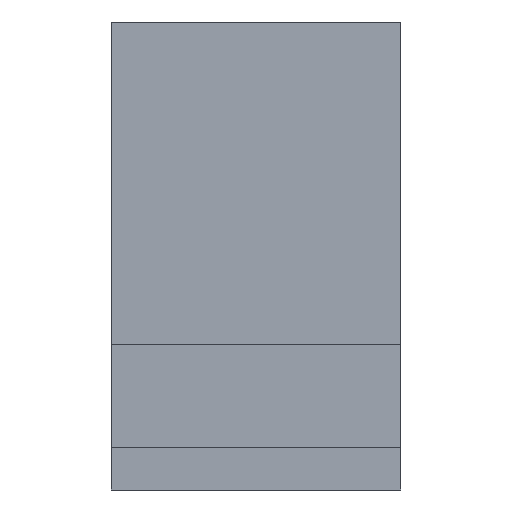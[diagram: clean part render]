
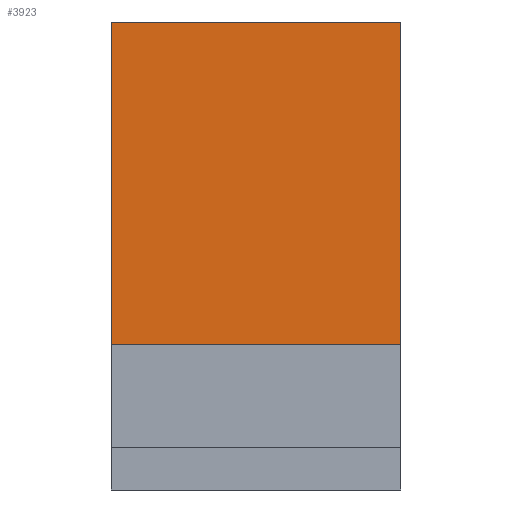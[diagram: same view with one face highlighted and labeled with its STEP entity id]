
A CAD part, left-side view. The second image highlights one B-rep face of the part: STEP entity #3923.
In plain terms, the highlighted planar face has unit normal (-1, 0, 0).
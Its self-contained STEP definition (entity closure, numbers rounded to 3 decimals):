
#250 = PLANE('',#251);
#251 = AXIS2_PLACEMENT_3D('',#252,#253,#254);
#252 = CARTESIAN_POINT('',(0.,0.,0.));
#253 = DIRECTION('',(-0.,1.,0.));
#254 = DIRECTION('',(0.,0.,1.));
#305 = PLANE('',#306);
#306 = AXIS2_PLACEMENT_3D('',#307,#308,#309);
#307 = CARTESIAN_POINT('',(0.,18.758,0.));
#308 = DIRECTION('',(-0.,1.,0.));
#309 = DIRECTION('',(0.,0.,1.));
#548 = PLANE('',#549);
#549 = AXIS2_PLACEMENT_3D('',#550,#551,#552);
#550 = CARTESIAN_POINT('',(33.97,0.,9.454));
#551 = DIRECTION('',(0.,0.,1.));
#552 = DIRECTION('',(-1.,0.,0.));
#1000 = VERTEX_POINT('',#1001);
#1001 = CARTESIAN_POINT('',(0.,0.,9.454));
#1022 = EDGE_CURVE('',#1000,#1023,#1025,.T.);
#1023 = VERTEX_POINT('',#1024);
#1024 = CARTESIAN_POINT('',(0.,0.,30.33));
#1025 = SURFACE_CURVE('',#1026,(#1030,#1037),.PCURVE_S1.);
#1026 = LINE('',#1027,#1028);
#1027 = CARTESIAN_POINT('',(0.,0.,0.));
#1028 = VECTOR('',#1029,1.);
#1029 = DIRECTION('',(0.,0.,1.));
#1030 = PCURVE('',#250,#1031);
#1031 = DEFINITIONAL_REPRESENTATION('',(#1032),#1036);
#1032 = LINE('',#1033,#1034);
#1033 = CARTESIAN_POINT('',(0.,0.));
#1034 = VECTOR('',#1035,1.);
#1035 = DIRECTION('',(1.,0.));
#1036 = ( GEOMETRIC_REPRESENTATION_CONTEXT(2) 
PARAMETRIC_REPRESENTATION_CONTEXT() REPRESENTATION_CONTEXT('2D SPACE',''
  ) );
#1037 = PCURVE('',#1038,#1043);
#1038 = PLANE('',#1039);
#1039 = AXIS2_PLACEMENT_3D('',#1040,#1041,#1042);
#1040 = CARTESIAN_POINT('',(0.,0.,0.));
#1041 = DIRECTION('',(1.,0.,-0.));
#1042 = DIRECTION('',(0.,0.,1.));
#1043 = DEFINITIONAL_REPRESENTATION('',(#1044),#1048);
#1044 = LINE('',#1045,#1046);
#1045 = CARTESIAN_POINT('',(0.,0.));
#1046 = VECTOR('',#1047,1.);
#1047 = DIRECTION('',(1.,0.));
#1048 = ( GEOMETRIC_REPRESENTATION_CONTEXT(2) 
PARAMETRIC_REPRESENTATION_CONTEXT() REPRESENTATION_CONTEXT('2D SPACE',''
  ) );
#1064 = PLANE('',#1065);
#1065 = AXIS2_PLACEMENT_3D('',#1066,#1067,#1068);
#1066 = CARTESIAN_POINT('',(0.,0.,30.33));
#1067 = DIRECTION('',(0.,0.,1.));
#1068 = DIRECTION('',(1.,0.,-0.));
#1910 = VERTEX_POINT('',#1911);
#1911 = CARTESIAN_POINT('',(0.,18.758,9.454));
#1930 = EDGE_CURVE('',#1910,#1931,#1933,.T.);
#1931 = VERTEX_POINT('',#1932);
#1932 = CARTESIAN_POINT('',(0.,18.758,30.33));
#1933 = SURFACE_CURVE('',#1934,(#1938,#1945),.PCURVE_S1.);
#1934 = LINE('',#1935,#1936);
#1935 = CARTESIAN_POINT('',(0.,18.758,0.));
#1936 = VECTOR('',#1937,1.);
#1937 = DIRECTION('',(0.,0.,1.));
#1938 = PCURVE('',#305,#1939);
#1939 = DEFINITIONAL_REPRESENTATION('',(#1940),#1944);
#1940 = LINE('',#1941,#1942);
#1941 = CARTESIAN_POINT('',(0.,0.));
#1942 = VECTOR('',#1943,1.);
#1943 = DIRECTION('',(1.,0.));
#1944 = ( GEOMETRIC_REPRESENTATION_CONTEXT(2) 
PARAMETRIC_REPRESENTATION_CONTEXT() REPRESENTATION_CONTEXT('2D SPACE',''
  ) );
#1945 = PCURVE('',#1038,#1946);
#1946 = DEFINITIONAL_REPRESENTATION('',(#1947),#1951);
#1947 = LINE('',#1948,#1949);
#1948 = CARTESIAN_POINT('',(0.,-18.758));
#1949 = VECTOR('',#1950,1.);
#1950 = DIRECTION('',(1.,0.));
#1951 = ( GEOMETRIC_REPRESENTATION_CONTEXT(2) 
PARAMETRIC_REPRESENTATION_CONTEXT() REPRESENTATION_CONTEXT('2D SPACE',''
  ) );
#2452 = EDGE_CURVE('',#1000,#1910,#2453,.T.);
#2453 = SURFACE_CURVE('',#2454,(#2458,#2465),.PCURVE_S1.);
#2454 = LINE('',#2455,#2456);
#2455 = CARTESIAN_POINT('',(0.,0.,9.454));
#2456 = VECTOR('',#2457,1.);
#2457 = DIRECTION('',(-0.,1.,0.));
#2458 = PCURVE('',#548,#2459);
#2459 = DEFINITIONAL_REPRESENTATION('',(#2460),#2464);
#2460 = LINE('',#2461,#2462);
#2461 = CARTESIAN_POINT('',(33.97,0.));
#2462 = VECTOR('',#2463,1.);
#2463 = DIRECTION('',(0.,-1.));
#2464 = ( GEOMETRIC_REPRESENTATION_CONTEXT(2) 
PARAMETRIC_REPRESENTATION_CONTEXT() REPRESENTATION_CONTEXT('2D SPACE',''
  ) );
#2465 = PCURVE('',#1038,#2466);
#2466 = DEFINITIONAL_REPRESENTATION('',(#2467),#2471);
#2467 = LINE('',#2468,#2469);
#2468 = CARTESIAN_POINT('',(9.454,0.));
#2469 = VECTOR('',#2470,1.);
#2470 = DIRECTION('',(0.,-1.));
#2471 = ( GEOMETRIC_REPRESENTATION_CONTEXT(2) 
PARAMETRIC_REPRESENTATION_CONTEXT() REPRESENTATION_CONTEXT('2D SPACE',''
  ) );
#2867 = EDGE_CURVE('',#1023,#1931,#2868,.T.);
#2868 = SURFACE_CURVE('',#2869,(#2873,#2880),.PCURVE_S1.);
#2869 = LINE('',#2870,#2871);
#2870 = CARTESIAN_POINT('',(0.,0.,30.33));
#2871 = VECTOR('',#2872,1.);
#2872 = DIRECTION('',(-0.,1.,0.));
#2873 = PCURVE('',#1064,#2874);
#2874 = DEFINITIONAL_REPRESENTATION('',(#2875),#2879);
#2875 = LINE('',#2876,#2877);
#2876 = CARTESIAN_POINT('',(0.,0.));
#2877 = VECTOR('',#2878,1.);
#2878 = DIRECTION('',(0.,1.));
#2879 = ( GEOMETRIC_REPRESENTATION_CONTEXT(2) 
PARAMETRIC_REPRESENTATION_CONTEXT() REPRESENTATION_CONTEXT('2D SPACE',''
  ) );
#2880 = PCURVE('',#1038,#2881);
#2881 = DEFINITIONAL_REPRESENTATION('',(#2882),#2886);
#2882 = LINE('',#2883,#2884);
#2883 = CARTESIAN_POINT('',(30.33,0.));
#2884 = VECTOR('',#2885,1.);
#2885 = DIRECTION('',(0.,-1.));
#2886 = ( GEOMETRIC_REPRESENTATION_CONTEXT(2) 
PARAMETRIC_REPRESENTATION_CONTEXT() REPRESENTATION_CONTEXT('2D SPACE',''
  ) );
#3923 = ADVANCED_FACE('24',(#3924),#1038,.F.);
#3924 = FACE_BOUND('',#3925,.F.);
#3925 = EDGE_LOOP('',(#3926,#3927,#3928,#3929));
#3926 = ORIENTED_EDGE('',*,*,#1022,.F.);
#3927 = ORIENTED_EDGE('',*,*,#2452,.T.);
#3928 = ORIENTED_EDGE('',*,*,#1930,.T.);
#3929 = ORIENTED_EDGE('',*,*,#2867,.F.);
